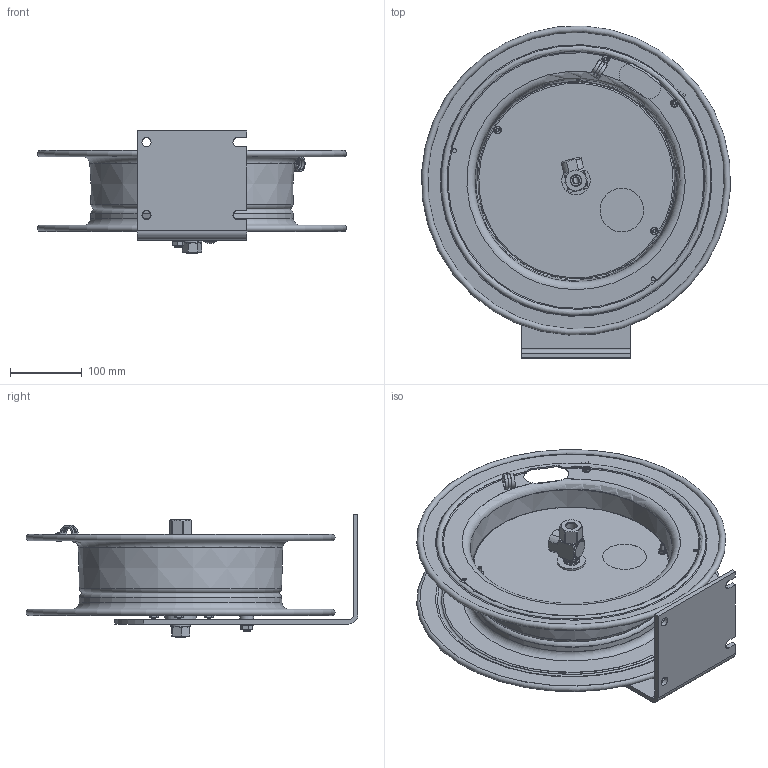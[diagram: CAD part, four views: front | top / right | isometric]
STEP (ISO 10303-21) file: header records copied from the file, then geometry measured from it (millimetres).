
FILE_DESCRIPTION(/* description */ (''),/* implementation_level */ '2;1');
FILE_NAME(/* name */ 'EZ-E-LP-330_SHARED.stp',/* time_stamp */ '2020-02-13T02:14:03-07:00',/* author */ ('NMelton'),/* organization */ (''),/* preprocessor_version */ 'ST-DEVELOPER v17',/* originating_system */ 'Autodesk Inventor 2019',/* authorisation */ '');
FILE_SCHEMA (('AUTOMOTIVE_DESIGN { 1 0 10303 214 3 1 1 }'));
Products named in the file (1): EZ-E-LP-330_SHARED
Bounding box: 431.27 x 463.29 x 170.69 mm (x, y, z)
Surface area: 887834.3 mm2 (no closed solid volume)
Topology: 0 solids, 85 shells, 973 faces, 4796 edges, 3816 vertices
Faces by surface type: plane 538, cylinder 258, cone 76, bspline 57, torus 41, sphere 3
Full cylindrical faces by diameter (mm): 2.159 x2, 3.962 x1, 4.826 x6, 5.182 x1, 5.588 x3, 6.35 x1, 12.548 x1, 12.7 x2, 14.859 x1, 15.875 x1, 17.882 x1, 19.05 x1, 20.574 x1, 39.624 x1, 44.044 x1, 60.96 x1
Entity records: 50720 total; most frequent: CARTESIAN_POINT 13639, DIRECTION 6897, ORIENTED_EDGE 6501, EDGE_CURVE 4795, VERTEX_POINT 3816, LINE 2925, VECTOR 2925, AXIS2_PLACEMENT_3D 1986
